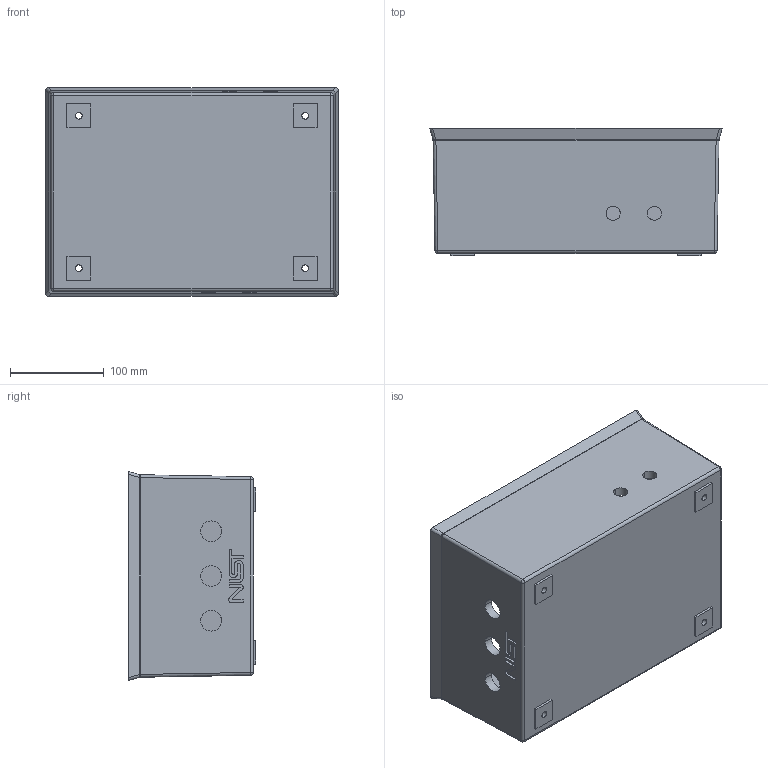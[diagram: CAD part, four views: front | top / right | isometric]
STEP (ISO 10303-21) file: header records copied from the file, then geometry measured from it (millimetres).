
FILE_DESCRIPTION(('FTC-07 geometry with PMI representation and/or presentation','from the NIST MBE PMI Validation and Conformance Testing Project','https://go.usa.gov/mGVm'),'2;1');
FILE_NAME('nist_ftc_07_asme1_ap242-e2.stp','2021-02-08T16:18:57',(''),(''),'','','');
FILE_SCHEMA(('AP242_MANAGED_MODEL_BASED_3D_ENGINEERING_MIM_LF { 1 0 10303 442 3 1 4 }'));
Length unit declared in the file: inch
Products named in the file (1): NIST_FTC_07_ASME1_RD
Bounding box: 311.61 x 135.89 x 222.71 mm (x, y, z)
Volume: 1725032.9 mm3; surface area: 392124.6 mm2
Topology: 1 solids, 1 shells, 338 faces, 998 edges, 656 vertices
Faces by surface type: cylinder 143, plane 97, cone 36, torus 24, bspline 20, sphere 18
Entity records: 17296 total; most frequent: CARTESIAN_POINT 5599, ORIENTED_EDGE 1942, DIRECTION 1208, EDGE_CURVE 971, VERTEX_POINT 656, B_SPLINE_CURVE_WITH_KNOTS 540, VECTOR 422, LINE 422
